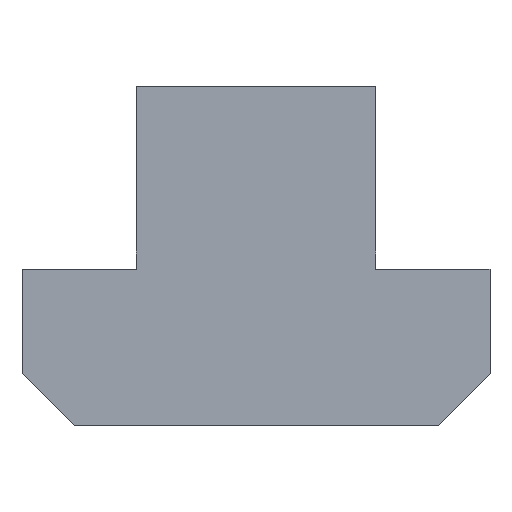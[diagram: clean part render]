
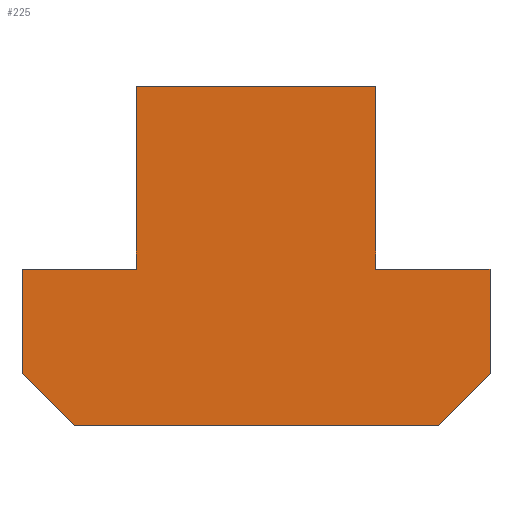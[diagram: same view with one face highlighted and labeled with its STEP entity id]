
A CAD part, front view. The second image highlights one B-rep face of the part: STEP entity #225.
In plain terms, the highlighted planar face has unit normal (0, -1, 0).
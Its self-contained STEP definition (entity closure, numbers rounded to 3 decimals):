
#117=EDGE_CURVE('',#267,#133,#299,.T.);
#133=VERTEX_POINT('',#317);
#135=VERTEX_POINT('',#319);
#137=EDGE_CURVE('',#133,#135,#321,.T.);
#141=EDGE_CURVE('',#149,#209,#325,.T.);
#145=EDGE_CURVE('',#169,#149,#329,.T.);
#149=VERTEX_POINT('',#333);
#169=VERTEX_POINT('',#354);
#173=EDGE_CURVE('',#195,#169,#358,.T.);
#185=EDGE_CURVE('',#135,#221,#372,.T.);
#187=EDGE_CURVE('',#243,#195,#374,.T.);
#195=VERTEX_POINT('',#384);
#209=VERTEX_POINT('',#401);
#219=EDGE_CURVE('',#221,#239,#413,.T.);
#221=VERTEX_POINT('',#415);
#225=ADVANCED_FACE('',(#419),#420,.T.);
#235=EDGE_CURVE('',#239,#243,#432,.T.);
#239=VERTEX_POINT('',#436);
#243=VERTEX_POINT('',#440);
#265=EDGE_CURVE('',#209,#267,#465,.T.);
#267=VERTEX_POINT('',#467);
#299=LINE('',#495,#496);
#317=CARTESIAN_POINT('',(2.3,-4.5,0.0));
#319=CARTESIAN_POINT('',(4.5,-4.5,0.0));
#321=LINE('',#526,#527);
#325=LINE('',#534,#535);
#329=LINE('',#542,#543);
#333=CARTESIAN_POINT('',(-2.3,-4.5,0.0));
#354=CARTESIAN_POINT('',(-4.5,-4.5,0.0));
#358=LINE('',#579,#580);
#372=LINE('',#603,#604);
#374=LINE('',#607,#608);
#384=CARTESIAN_POINT('',(-4.5,-4.5,-2.0));
#401=CARTESIAN_POINT('',(-2.3,-4.5,3.5));
#413=LINE('',#658,#659);
#415=CARTESIAN_POINT('',(4.5,-4.5,-2.0));
#419=FACE_OUTER_BOUND('',#667,.T.);
#420=PLANE('',#668);
#432=LINE('',#683,#684);
#436=CARTESIAN_POINT('',(3.5,-4.5,-3.0));
#440=CARTESIAN_POINT('',(-3.5,-4.5,-3.0));
#465=LINE('',#725,#726);
#467=CARTESIAN_POINT('',(2.3,-4.5,3.5));
#495=CARTESIAN_POINT('',(2.3,-4.5,0.0));
#496=VECTOR('',#741,1.0);
#526=CARTESIAN_POINT('',(4.5,-4.5,0.0));
#527=VECTOR('',#764,1.0);
#534=CARTESIAN_POINT('',(-2.3,-4.5,3.5));
#535=VECTOR('',#766,1.0);
#542=CARTESIAN_POINT('',(-2.3,-4.5,0.0));
#543=VECTOR('',#768,1.0);
#579=CARTESIAN_POINT('',(-4.5,-4.5,0.0));
#580=VECTOR('',#785,1.0);
#603=CARTESIAN_POINT('',(4.5,-4.5,-2.0));
#604=VECTOR('',#800,1.0);
#607=CARTESIAN_POINT('',(-4.5,-4.5,-2.0));
#608=VECTOR('',#801,1.0);
#658=CARTESIAN_POINT('',(3.5,-4.5,-3.0));
#659=VECTOR('',#857,1.0);
#667=EDGE_LOOP('',(#860,#861,#862,#863,#864,#865,#866,#867,#868,#869));
#668=AXIS2_PLACEMENT_3D('',#870,#871,#872);
#683=CARTESIAN_POINT('',(-3.5,-4.5,-3.0));
#684=VECTOR('',#890,1.0);
#725=CARTESIAN_POINT('',(2.3,-4.5,3.5));
#726=VECTOR('',#931,1.0);
#741=DIRECTION('',(0.0,0.,-1.0));
#764=DIRECTION('',(1.0,0.0,0.0));
#766=DIRECTION('',(0.0,0.,1.0));
#768=DIRECTION('',(1.0,0.0,0.0));
#785=DIRECTION('',(0.0,0.,1.0));
#800=DIRECTION('',(0.0,0.,-1.0));
#801=DIRECTION('',(-0.707,0.,0.707));
#857=DIRECTION('',(-0.707,0.,-0.707));
#860=ORIENTED_EDGE('',*,*,#219,.F.);
#861=ORIENTED_EDGE('',*,*,#185,.F.);
#862=ORIENTED_EDGE('',*,*,#137,.F.);
#863=ORIENTED_EDGE('',*,*,#117,.F.);
#864=ORIENTED_EDGE('',*,*,#265,.F.);
#865=ORIENTED_EDGE('',*,*,#141,.F.);
#866=ORIENTED_EDGE('',*,*,#145,.F.);
#867=ORIENTED_EDGE('',*,*,#173,.F.);
#868=ORIENTED_EDGE('',*,*,#187,.F.);
#869=ORIENTED_EDGE('',*,*,#235,.F.);
#870=CARTESIAN_POINT('',(0.,-4.5,-0.125));
#871=DIRECTION('',(0.0,-1.0,0.));
#872=DIRECTION('',(1.0,0.0,0.0));
#890=DIRECTION('',(-1.0,0.0,0.0));
#931=DIRECTION('',(1.0,0.0,0.0));
